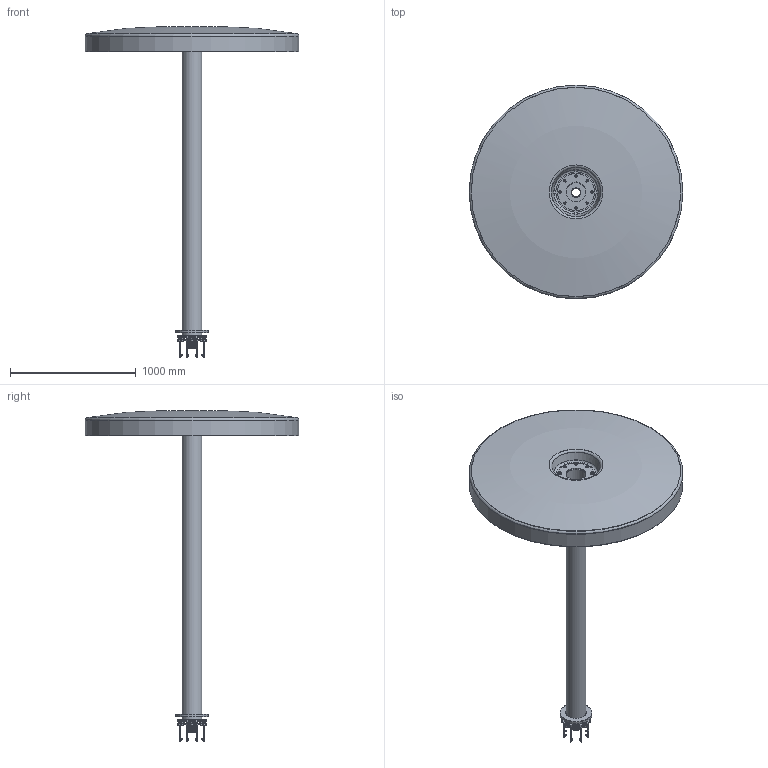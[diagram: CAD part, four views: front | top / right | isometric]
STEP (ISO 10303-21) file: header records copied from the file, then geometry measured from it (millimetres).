
FILE_DESCRIPTION(('STEP AP214'), '1');
FILE_NAME('Ð01-37 âîäîïàä çîíòèê', '2025-05-13T11:35:51', ('Runwill'), (''), 'C3D Converter', 'C3D Toolkit', '');
FILE_SCHEMA(('AUTOMOTIVE_DESIGN { 1 0 10303 214 3 1 1}'));
Length unit declared in the file: millimetre
Assembly tree (71 placements, depth 3):
  (unnamed)
    (unnamed)
    (unnamed)
    (unnamed)
    (unnamed)
    (unnamed)
      (unnamed)  x12
      (unnamed)  x4
      (unnamed)  x4
      (unnamed)  x4
    (unnamed)
    (unnamed)
    (unnamed)  x4
    (unnamed)  x4
    (unnamed)  x9
    (unnamed)  x2
    (unnamed)  x4
    (unnamed)
    (unnamed)  x4
    (unnamed)  x4
    (unnamed)  x4
    (unnamed)  x4
Bounding box: 1700 x 1700 x 2631.41 mm (x, y, z)
Volume: 15934856.5 mm3; surface area: 9261880.7 mm2
Topology: 79 solids, 79 shells, 949 faces, 2092 edges, 1297 vertices
Faces by surface type: plane 428, cylinder 278, cone 158, torus 75, sphere 8, bspline 2
Full cylindrical faces by diameter (mm): 4.917 x16, 6 x16, 7 x32, 8 x16, 8.376 x8, 9.2 x16, 10 x40, 10.376 x8, 11 x24, 11.34 x16, 12 x8, 14 x24, 15.2 x8, 16 x8, 69.5 x1, 76 x3, 78 x1, 82.3 x1, 155 x1, 159 x2, 161 x1, 187 x2, 235 x4, 252 x1, 255 x1, 295 x1, 350 x1, 1692 x1, 1700 x1
Entity records: 26442 total; most frequent: CARTESIAN_POINT 14997, DIRECTION 1965, ORIENTED_EDGE 1390, EDGE_LOOP 924, AXIS2_PLACEMENT_3D 921, EDGE_CURVE 695, VERTEX_POINT 593, FACE_BOUND 487
